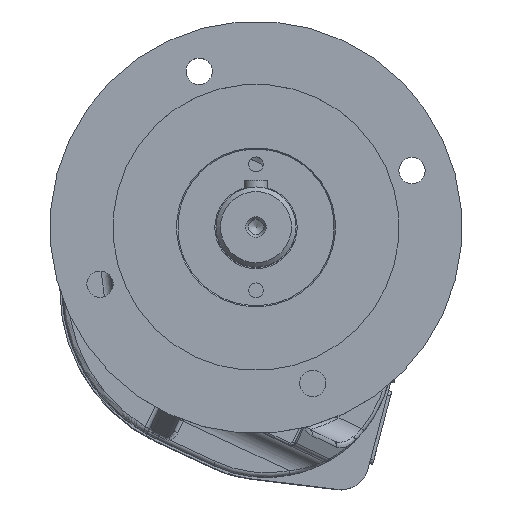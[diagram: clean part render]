
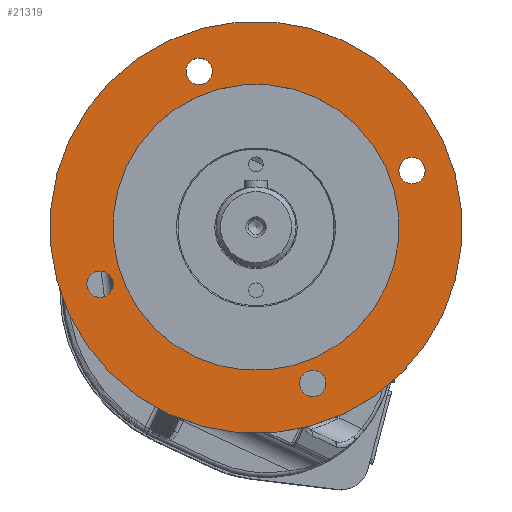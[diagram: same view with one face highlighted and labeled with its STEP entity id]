
A CAD part, top view. The second image highlights one B-rep face of the part: STEP entity #21319.
In plain terms, the highlighted planar face has unit normal (0, 0, 1).
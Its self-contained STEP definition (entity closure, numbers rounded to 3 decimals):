
#341=FACE_BOUND('',#2777,.T.);
#342=FACE_BOUND('',#2778,.T.);
#343=FACE_BOUND('',#2779,.T.);
#344=FACE_BOUND('',#2780,.T.);
#345=FACE_BOUND('',#2781,.T.);
#970=PLANE('',#22825);
#1484=FACE_OUTER_BOUND('',#2776,.T.);
#2776=EDGE_LOOP('',(#13651,#13652));
#2777=EDGE_LOOP('',(#13653));
#2778=EDGE_LOOP('',(#13654));
#2779=EDGE_LOOP('',(#13655));
#2780=EDGE_LOOP('',(#13656));
#2781=EDGE_LOOP('',(#13657,#13658));
#4285=CIRCLE('',#22789,5.75);
#4290=CIRCLE('',#22797,5.75);
#4295=CIRCLE('',#22805,5.75);
#4305=CIRCLE('',#22817,5.75);
#4308=CIRCLE('',#22823,90.);
#4309=CIRCLE('',#22824,90.);
#4310=CIRCLE('',#22826,62.5);
#4311=CIRCLE('',#22827,62.5);
#8287=VERTEX_POINT('',#31993);
#8293=VERTEX_POINT('',#32020);
#8299=VERTEX_POINT('',#32047);
#8308=VERTEX_POINT('',#32082);
#8309=VERTEX_POINT('',#32090);
#8310=VERTEX_POINT('',#32091);
#8311=VERTEX_POINT('',#32096);
#8312=VERTEX_POINT('',#32097);
#10345=EDGE_CURVE('',#8287,#8287,#4285,.T.);
#10353=EDGE_CURVE('',#8293,#8293,#4290,.T.);
#10361=EDGE_CURVE('',#8299,#8299,#4295,.T.);
#10375=EDGE_CURVE('',#8308,#8308,#4305,.T.);
#10378=EDGE_CURVE('',#8309,#8310,#4308,.T.);
#10380=EDGE_CURVE('',#8310,#8309,#4309,.T.);
#10381=EDGE_CURVE('',#8311,#8312,#4310,.T.);
#10382=EDGE_CURVE('',#8312,#8311,#4311,.T.);
#13651=ORIENTED_EDGE('',*,*,#10378,.F.);
#13652=ORIENTED_EDGE('',*,*,#10380,.F.);
#13653=ORIENTED_EDGE('',*,*,#10345,.T.);
#13654=ORIENTED_EDGE('',*,*,#10353,.T.);
#13655=ORIENTED_EDGE('',*,*,#10361,.T.);
#13656=ORIENTED_EDGE('',*,*,#10375,.T.);
#13657=ORIENTED_EDGE('',*,*,#10381,.T.);
#13658=ORIENTED_EDGE('',*,*,#10382,.T.);
#21319=ADVANCED_FACE('',(#1484,#341,#342,#343,#344,#345),#970,.F.);
#22789=AXIS2_PLACEMENT_3D('',#31995,#25519,#25520);
#22797=AXIS2_PLACEMENT_3D('',#32022,#25536,#25537);
#22805=AXIS2_PLACEMENT_3D('',#32049,#25553,#25554);
#22817=AXIS2_PLACEMENT_3D('',#32084,#25579,#25580);
#22823=AXIS2_PLACEMENT_3D('',#32092,#25591,#25592);
#22824=AXIS2_PLACEMENT_3D('',#32094,#25594,#25595);
#22825=AXIS2_PLACEMENT_3D('',#32095,#25596,#25597);
#22826=AXIS2_PLACEMENT_3D('',#32098,#25598,#25599);
#22827=AXIS2_PLACEMENT_3D('',#32099,#25600,#25601);
#25519=DIRECTION('center_axis',(0.,0.,-1.));
#25520=DIRECTION('ref_axis',(-0.906,0.423,0.));
#25536=DIRECTION('center_axis',(0.,0.,-1.));
#25537=DIRECTION('ref_axis',(-0.423,-0.906,0.));
#25553=DIRECTION('center_axis',(0.,0.,-1.));
#25554=DIRECTION('ref_axis',(0.906,-0.423,0.));
#25579=DIRECTION('center_axis',(0.,0.,-1.));
#25580=DIRECTION('ref_axis',(0.423,0.906,0.));
#25591=DIRECTION('center_axis',(0.,0.,-1.));
#25592=DIRECTION('ref_axis',(0.423,0.906,0.));
#25594=DIRECTION('center_axis',(0.,0.,-1.));
#25595=DIRECTION('ref_axis',(0.423,0.906,0.));
#25596=DIRECTION('center_axis',(0.,0.,-1.));
#25597=DIRECTION('ref_axis',(-0.423,-0.906,0.));
#25598=DIRECTION('center_axis',(0.,0.,-1.));
#25599=DIRECTION('ref_axis',(0.423,0.906,0.));
#25600=DIRECTION('center_axis',(0.,0.,-1.));
#25601=DIRECTION('ref_axis',(0.423,0.906,0.));
#31993=CARTESIAN_POINT('',(-46.564,-23.156,160.9));
#31995=CARTESIAN_POINT('Origin',(-51.775,-20.726,160.9));
#32020=CARTESIAN_POINT('',(43.579,-58.846,160.9));
#32022=CARTESIAN_POINT('Origin',(41.149,-64.057,160.9));
#32047=CARTESIAN_POINT('',(79.269,31.297,160.9));
#32049=CARTESIAN_POINT('Origin',(84.48,28.867,160.9));
#32082=CARTESIAN_POINT('',(-10.874,66.987,160.9));
#32084=CARTESIAN_POINT('Origin',(-8.444,72.198,160.9));
#32090=CARTESIAN_POINT('',(54.388,85.638,160.9));
#32091=CARTESIAN_POINT('',(-21.683,-77.497,160.9));
#32092=CARTESIAN_POINT('Origin',(16.352,4.071,160.9));
#32094=CARTESIAN_POINT('Origin',(16.352,4.071,160.9));
#32095=CARTESIAN_POINT('Origin',(48.577,73.177,160.9));
#32096=CARTESIAN_POINT('',(42.766,60.715,160.9));
#32097=CARTESIAN_POINT('',(-10.061,-52.574,160.9));
#32098=CARTESIAN_POINT('Origin',(16.352,4.071,160.9));
#32099=CARTESIAN_POINT('Origin',(16.352,4.071,160.9));
